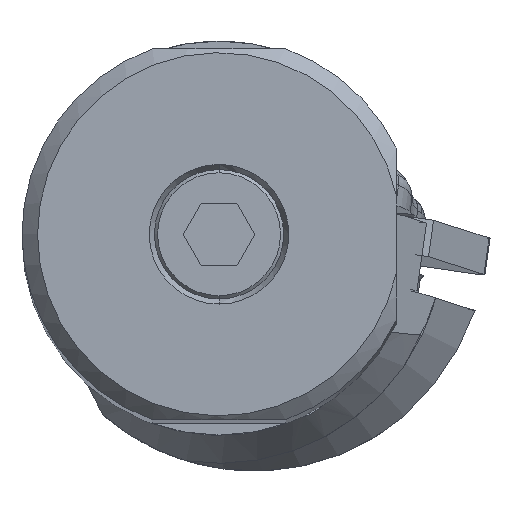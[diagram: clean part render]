
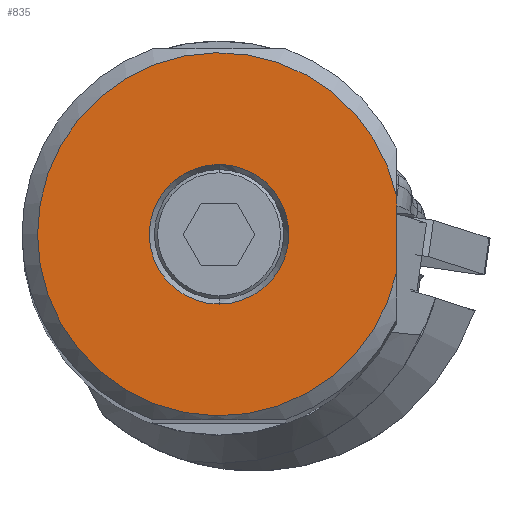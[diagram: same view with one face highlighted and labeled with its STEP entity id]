
A CAD part, top view. The second image highlights one B-rep face of the part: STEP entity #835.
In plain terms, the highlighted planar face has unit normal (0, 0, 1).
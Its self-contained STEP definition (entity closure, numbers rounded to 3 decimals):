
#835=ADVANCED_FACE('',(#1202,#1203),#1128,.T.);
#1128=PLANE('',#5281);
#1202=FACE_BOUND('',#1234,.T.);
#1203=FACE_BOUND('',#1235,.T.);
#1234=EDGE_LOOP('',(#2041,#2042));
#1235=EDGE_LOOP('',(#2043,#2044));
#1543=LINE('',#7208,#1791);
#1791=VECTOR('',#5864,1.);
#2041=ORIENTED_EDGE('',*,*,#4084,.F.);
#2042=ORIENTED_EDGE('',*,*,#4085,.T.);
#2043=ORIENTED_EDGE('',*,*,#4086,.F.);
#2044=ORIENTED_EDGE('',*,*,#4087,.F.);
#3585=VERTEX_POINT('',#7206);
#3586=VERTEX_POINT('',#7207);
#3587=VERTEX_POINT('',#7210);
#3588=VERTEX_POINT('',#7211);
#4084=EDGE_CURVE('',#3585,#3586,#4856,.T.);
#4085=EDGE_CURVE('',#3585,#3586,#1543,.T.);
#4086=EDGE_CURVE('',#3587,#3588,#4857,.T.);
#4087=EDGE_CURVE('',#3588,#3587,#4858,.T.);
#4856=CIRCLE('',#5278,23.4);
#4857=CIRCLE('',#5279,9.);
#4858=CIRCLE('',#5280,9.);
#5278=AXIS2_PLACEMENT_3D('',#7205,#5862,#5863);
#5279=AXIS2_PLACEMENT_3D('',#7209,#5865,#5866);
#5280=AXIS2_PLACEMENT_3D('',#7212,#5867,#5868);
#5281=AXIS2_PLACEMENT_3D('',#7213,#5869,#5870);
#5862=DIRECTION('',(0.,0.,-1.));
#5863=DIRECTION('',(0.979,-0.206,0.));
#5864=DIRECTION('',(0.,1.,0.));
#5865=DIRECTION('',(0.,0.,1.));
#5866=DIRECTION('',(0.,1.,0.));
#5867=DIRECTION('',(0.,0.,1.));
#5868=DIRECTION('',(0.,-1.,0.));
#5869=DIRECTION('',(0.,0.,1.));
#5870=DIRECTION('',(-1.,0.,0.));
#7205=CARTESIAN_POINT('',(0.,0.,0.));
#7206=CARTESIAN_POINT('',(22.9,-4.811,0.));
#7207=CARTESIAN_POINT('',(22.9,4.811,0.));
#7208=CARTESIAN_POINT('',(22.9,-4.811,0.));
#7209=CARTESIAN_POINT('',(0.,0.,0.));
#7210=CARTESIAN_POINT('',(0.,9.,0.));
#7211=CARTESIAN_POINT('',(0.,-9.,0.));
#7212=CARTESIAN_POINT('',(0.,0.,0.));
#7213=CARTESIAN_POINT('',(-0.25,-0.001,0.));
